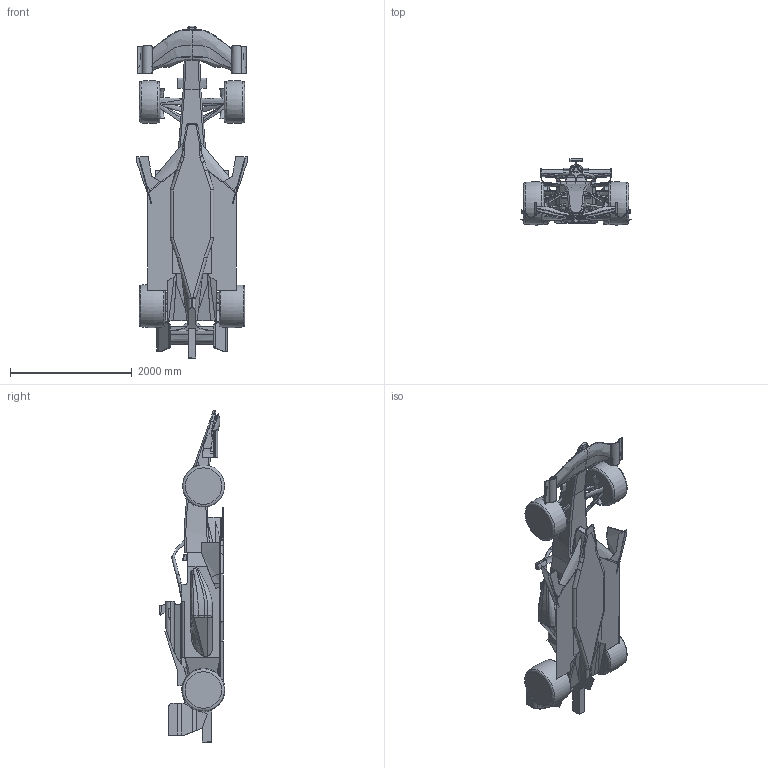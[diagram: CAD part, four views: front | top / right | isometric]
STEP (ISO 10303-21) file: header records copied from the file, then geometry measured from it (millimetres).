
FILE_DESCRIPTION (( 'STEP AP214' ), '1' );
FILE_NAME ('My 2026 F1 Car.STEP', '2025-07-31T09:08:56', ( '' ), ( '' ), 'SwSTEP 2.0', 'SolidWorks 2017', '' );
FILE_SCHEMA (( 'AUTOMOTIVE_DESIGN' ));
Length unit declared in the file: millimetre
Products named in the file (8): 2026 Front Wing_Optimising_Design_2; Rear Right; Front Right; Chassis; My 2026 F1 Car; Left Rear; F1 2026 Rear Wing; Front Left
Assembly tree (7 placements, depth 2):
  My 2026 F1 Car
    Chassis
    2026 Front Wing_Optimising_Design_2
    F1 2026 Rear Wing
    Front Right
    Rear Right
    Front Left
    Left Rear
Bounding box: 1806.42 x 1082.14 x 5446.61 mm (x, y, z)
Volume: 1730943714.1 mm3; surface area: 36140445.6 mm2
Topology: 11 solids, 11 shells, 926 faces, 2536 edges, 1645 vertices
Faces by surface type: plane 366, bspline 357, cylinder 171, torus 24, sphere 8
Entity records: 201239 total; most frequent: CARTESIAN_POINT 180731, ORIENTED_EDGE 4968, DIRECTION 2956, EDGE_CURVE 2484, VERTEX_POINT 1632, LINE 1084, VECTOR 1084, EDGE_LOOP 1004
